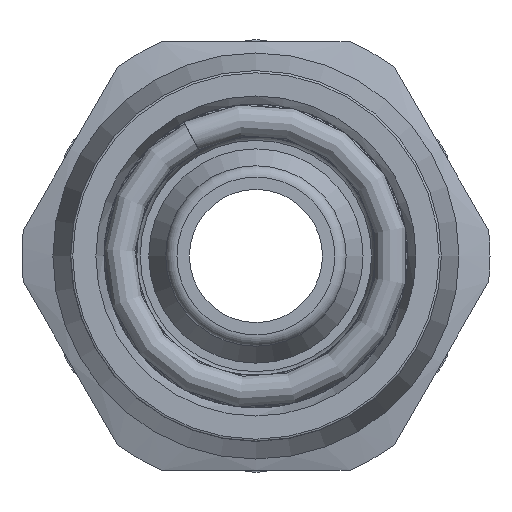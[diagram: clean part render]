
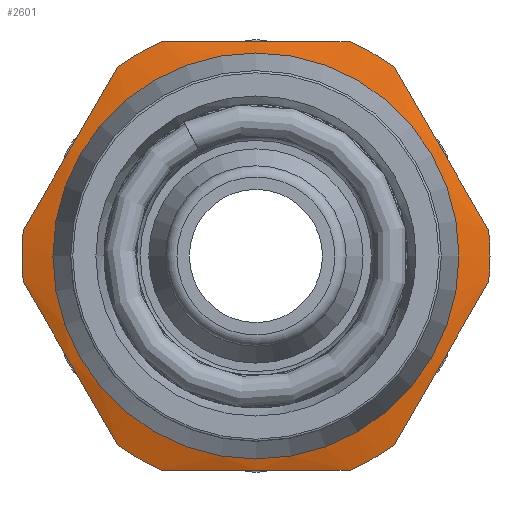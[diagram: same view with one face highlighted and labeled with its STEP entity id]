
A CAD part, left-side view. The second image highlights one B-rep face of the part: STEP entity #2601.
In plain terms, the highlighted conical face has half-angle 75 degrees and reference radius 9.688 mm.
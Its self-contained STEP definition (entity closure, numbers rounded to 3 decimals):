
#1606=CARTESIAN_POINT('',(16.368,6.142,8.362));
#1607=VERTEX_POINT('',#1606);
#1608=CARTESIAN_POINT('',(16.368,10.312,1.138));
#1609=VERTEX_POINT('',#1608);
#1610=CARTESIAN_POINT('',(16.368,6.142,8.362));
#1611=CARTESIAN_POINT('',(15.919,8.227,4.75));
#1612=CARTESIAN_POINT('',(16.368,10.312,1.138));
#1620=(BOUNDED_CURVE()B_SPLINE_CURVE(2,(#1610,#1611,#1612),.UNSPECIFIED.,.F.,.U.)B_SPLINE_CURVE_WITH_KNOTS((3,3),(0.0,0.835),.UNSPECIFIED.)CURVE()GEOMETRIC_REPRESENTATION_ITEM()RATIONAL_B_SPLINE_CURVE((1.0,1.092,1.0))REPRESENTATION_ITEM(''));
#1621=EDGE_CURVE('',#1607,#1609,#1620,.T.);
#1675=CARTESIAN_POINT('',(16.368,10.312,-1.138));
#1676=VERTEX_POINT('',#1675);
#1677=CARTESIAN_POINT('',(16.368,6.142,-8.362));
#1678=VERTEX_POINT('',#1677);
#1679=CARTESIAN_POINT('',(16.368,10.312,-1.138));
#1680=CARTESIAN_POINT('',(15.919,8.227,-4.75));
#1681=CARTESIAN_POINT('',(16.368,6.142,-8.362));
#1689=(BOUNDED_CURVE()B_SPLINE_CURVE(2,(#1679,#1680,#1681),.UNSPECIFIED.,.F.,.U.)B_SPLINE_CURVE_WITH_KNOTS((3,3),(0.0,0.835),.UNSPECIFIED.)CURVE()GEOMETRIC_REPRESENTATION_ITEM()RATIONAL_B_SPLINE_CURVE((1.0,1.092,1.0))REPRESENTATION_ITEM(''));
#1690=EDGE_CURVE('',#1676,#1678,#1689,.T.);
#1744=CARTESIAN_POINT('',(16.368,4.17,-9.5));
#1745=VERTEX_POINT('',#1744);
#1746=CARTESIAN_POINT('',(16.368,-4.17,-9.5));
#1747=VERTEX_POINT('',#1746);
#1748=CARTESIAN_POINT('',(16.368,4.17,-9.5));
#1749=CARTESIAN_POINT('',(15.919,0.,-9.5));
#1750=CARTESIAN_POINT('',(16.368,-4.17,-9.5));
#1758=(BOUNDED_CURVE()B_SPLINE_CURVE(2,(#1748,#1749,#1750),.UNSPECIFIED.,.F.,.U.)B_SPLINE_CURVE_WITH_KNOTS((3,3),(0.0,0.835),.UNSPECIFIED.)CURVE()GEOMETRIC_REPRESENTATION_ITEM()RATIONAL_B_SPLINE_CURVE((1.0,1.092,1.0))REPRESENTATION_ITEM(''));
#1759=EDGE_CURVE('',#1745,#1747,#1758,.T.);
#1813=CARTESIAN_POINT('',(16.368,-6.142,-8.362));
#1814=VERTEX_POINT('',#1813);
#1815=CARTESIAN_POINT('',(16.368,-10.312,-1.138));
#1816=VERTEX_POINT('',#1815);
#1817=CARTESIAN_POINT('',(16.368,-6.142,-8.362));
#1818=CARTESIAN_POINT('',(15.919,-8.227,-4.75));
#1819=CARTESIAN_POINT('',(16.368,-10.312,-1.138));
#1827=(BOUNDED_CURVE()B_SPLINE_CURVE(2,(#1817,#1818,#1819),.UNSPECIFIED.,.F.,.U.)B_SPLINE_CURVE_WITH_KNOTS((3,3),(0.0,0.835),.UNSPECIFIED.)CURVE()GEOMETRIC_REPRESENTATION_ITEM()RATIONAL_B_SPLINE_CURVE((1.0,1.092,1.0))REPRESENTATION_ITEM(''));
#1828=EDGE_CURVE('',#1814,#1816,#1827,.T.);
#1882=CARTESIAN_POINT('',(16.368,-10.312,1.138));
#1883=VERTEX_POINT('',#1882);
#1884=CARTESIAN_POINT('',(16.368,-6.142,8.362));
#1885=VERTEX_POINT('',#1884);
#1886=CARTESIAN_POINT('',(16.368,-10.312,1.138));
#1887=CARTESIAN_POINT('',(15.919,-8.227,4.75));
#1888=CARTESIAN_POINT('',(16.368,-6.142,8.362));
#1896=(BOUNDED_CURVE()B_SPLINE_CURVE(2,(#1886,#1887,#1888),.UNSPECIFIED.,.F.,.U.)B_SPLINE_CURVE_WITH_KNOTS((3,3),(0.0,0.835),.UNSPECIFIED.)CURVE()GEOMETRIC_REPRESENTATION_ITEM()RATIONAL_B_SPLINE_CURVE((1.0,1.092,1.0))REPRESENTATION_ITEM(''));
#1897=EDGE_CURVE('',#1883,#1885,#1896,.T.);
#2102=CARTESIAN_POINT('',(16.368,4.17,9.5));
#2103=VERTEX_POINT('',#2102);
#2104=CARTESIAN_POINT('',(16.368,0.0,0.0));
#2105=DIRECTION('',(1.0,0.0,0.0));
#2106=DIRECTION('',(0.0,1.0,0.0));
#2107=AXIS2_PLACEMENT_3D('',#2104,#2105,#2106);
#2108=CIRCLE('',#2107,10.375);
#2109=EDGE_CURVE('',#1607,#2103,#2108,.T.);
#2128=CARTESIAN_POINT('',(16.368,-4.17,9.5));
#2129=VERTEX_POINT('',#2128);
#2136=CARTESIAN_POINT('',(16.368,0.0,0.0));
#2137=DIRECTION('',(1.0,0.0,0.0));
#2138=DIRECTION('',(0.0,1.0,0.0));
#2139=AXIS2_PLACEMENT_3D('',#2136,#2137,#2138);
#2140=CIRCLE('',#2139,10.375);
#2141=EDGE_CURVE('',#2129,#1885,#2140,.T.);
#2154=CARTESIAN_POINT('',(16.368,0.0,0.0));
#2155=DIRECTION('',(1.0,0.0,0.0));
#2156=DIRECTION('',(0.0,1.0,0.0));
#2157=AXIS2_PLACEMENT_3D('',#2154,#2155,#2156);
#2158=CIRCLE('',#2157,10.375);
#2159=EDGE_CURVE('',#1883,#1816,#2158,.T.);
#2172=CARTESIAN_POINT('',(16.368,0.0,0.0));
#2173=DIRECTION('',(1.0,0.0,0.0));
#2174=DIRECTION('',(0.0,1.0,0.0));
#2175=AXIS2_PLACEMENT_3D('',#2172,#2173,#2174);
#2176=CIRCLE('',#2175,10.375);
#2177=EDGE_CURVE('',#1814,#1747,#2176,.T.);
#2190=CARTESIAN_POINT('',(16.368,0.0,0.0));
#2191=DIRECTION('',(1.0,0.0,0.0));
#2192=DIRECTION('',(0.0,1.0,0.0));
#2193=AXIS2_PLACEMENT_3D('',#2190,#2191,#2192);
#2194=CIRCLE('',#2193,10.375);
#2195=EDGE_CURVE('',#1745,#1678,#2194,.T.);
#2205=CARTESIAN_POINT('',(16.368,-4.17,9.5));
#2206=CARTESIAN_POINT('',(15.919,0.0,9.5));
#2207=CARTESIAN_POINT('',(16.368,4.17,9.5));
#2215=(BOUNDED_CURVE()B_SPLINE_CURVE(2,(#2205,#2206,#2207),.UNSPECIFIED.,.F.,.U.)B_SPLINE_CURVE_WITH_KNOTS((3,3),(0.0,0.835),.UNSPECIFIED.)CURVE()GEOMETRIC_REPRESENTATION_ITEM()RATIONAL_B_SPLINE_CURVE((1.0,1.092,1.0))REPRESENTATION_ITEM(''));
#2216=EDGE_CURVE('',#2129,#2103,#2215,.T.);
#2558=CARTESIAN_POINT('',(16.0,9.0,0.0));
#2559=VERTEX_POINT('',#2558);
#2560=CARTESIAN_POINT('',(16.0,0.0,0.0));
#2561=DIRECTION('',(1.0,0.0,0.0));
#2562=DIRECTION('',(0.0,1.0,0.0));
#2563=AXIS2_PLACEMENT_3D('',#2560,#2561,#2562);
#2564=CIRCLE('',#2563,9.0);
#2565=EDGE_CURVE('',#2559,#2559,#2564,.T.);
#2573=CARTESIAN_POINT('',(16.184,0.0,0.0));
#2574=DIRECTION('',(1.0,0.0,0.0));
#2575=DIRECTION('',(0.0,1.0,0.0));
#2576=AXIS2_PLACEMENT_3D('',#2573,#2574,#2575);
#2577=CONICAL_SURFACE('',#2576,9.688,75.);
#2578=ORIENTED_EDGE('',*,*,#1621,.T.);
#2579=CARTESIAN_POINT('',(16.368,0.0,0.0));
#2580=DIRECTION('',(1.0,0.0,0.0));
#2581=DIRECTION('',(0.0,1.0,0.0));
#2582=AXIS2_PLACEMENT_3D('',#2579,#2580,#2581);
#2583=CIRCLE('',#2582,10.375);
#2584=EDGE_CURVE('',#1676,#1609,#2583,.T.);
#2585=ORIENTED_EDGE('',*,*,#2584,.F.);
#2586=ORIENTED_EDGE('',*,*,#1690,.T.);
#2587=ORIENTED_EDGE('',*,*,#2195,.F.);
#2588=ORIENTED_EDGE('',*,*,#1759,.T.);
#2589=ORIENTED_EDGE('',*,*,#2177,.F.);
#2590=ORIENTED_EDGE('',*,*,#1828,.T.);
#2591=ORIENTED_EDGE('',*,*,#2159,.F.);
#2592=ORIENTED_EDGE('',*,*,#1897,.T.);
#2593=ORIENTED_EDGE('',*,*,#2141,.F.);
#2594=ORIENTED_EDGE('',*,*,#2216,.T.);
#2595=ORIENTED_EDGE('',*,*,#2109,.F.);
#2596=EDGE_LOOP('',(#2578,#2585,#2586,#2587,#2588,#2589,#2590,#2591,#2592,#2593,#2594,#2595));
#2597=FACE_OUTER_BOUND('',#2596,.T.);
#2598=ORIENTED_EDGE('',*,*,#2565,.T.);
#2599=EDGE_LOOP('',(#2598));
#2600=FACE_BOUND('',#2599,.T.);
#2601=ADVANCED_FACE('',(#2597,#2600),#2577,.T.);
